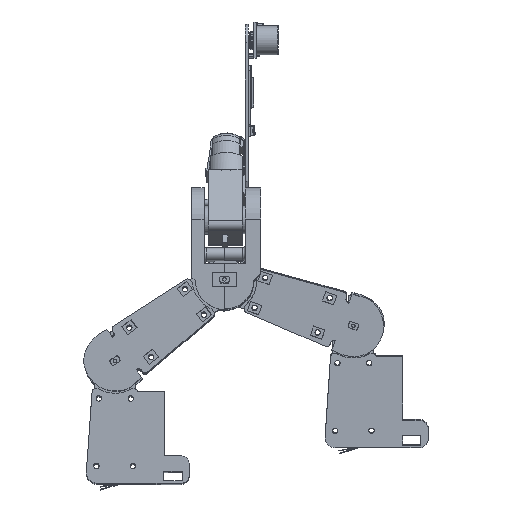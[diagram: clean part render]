
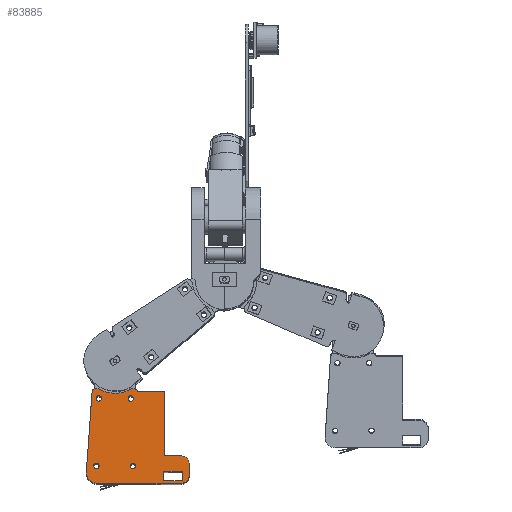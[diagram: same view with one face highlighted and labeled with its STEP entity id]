
A CAD part, front view. The second image highlights one B-rep face of the part: STEP entity #83885.
In plain terms, the highlighted face is planar.
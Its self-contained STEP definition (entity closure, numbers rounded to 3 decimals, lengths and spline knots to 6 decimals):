
#3684=LINE('',#121772,#12980);
#3714=LINE('',#121841,#13010);
#3721=LINE('',#121862,#13017);
#3755=LINE('',#121932,#13051);
#3768=LINE('',#121958,#13064);
#3772=LINE('',#121967,#13068);
#3775=LINE('',#121995,#13071);
#3776=LINE('',#122000,#13072);
#3777=LINE('',#122001,#13073);
#3778=LINE('',#122004,#13074);
#3779=LINE('',#122006,#13075);
#3780=LINE('',#122008,#13076);
#12980=VECTOR('',#99418,1.);
#13010=VECTOR('',#99464,1.);
#13017=VECTOR('',#99481,1.);
#13051=VECTOR('',#99531,1.);
#13064=VECTOR('',#99554,1.);
#13068=VECTOR('',#99560,1.);
#13071=VECTOR('',#99597,1.);
#13072=VECTOR('',#99604,1.);
#13073=VECTOR('',#99605,1.);
#13074=VECTOR('',#99606,1.);
#13075=VECTOR('',#99607,1.);
#13076=VECTOR('',#99608,1.);
#25333=ORIENTED_EDGE('',*,*,#47538,.T.);
#25334=ORIENTED_EDGE('',*,*,#47425,.T.);
#25335=ORIENTED_EDGE('',*,*,#47525,.T.);
#25336=ORIENTED_EDGE('',*,*,#47528,.F.);
#25337=ORIENTED_EDGE('',*,*,#47521,.T.);
#25338=ORIENTED_EDGE('',*,*,#47530,.T.);
#25339=ORIENTED_EDGE('',*,*,#47470,.T.);
#25340=ORIENTED_EDGE('',*,*,#47539,.F.);
#25341=ORIENTED_EDGE('',*,*,#47460,.T.);
#25342=ORIENTED_EDGE('',*,*,#47540,.T.);
#25343=ORIENTED_EDGE('',*,*,#47507,.T.);
#25344=ORIENTED_EDGE('',*,*,#47541,.T.);
#25345=ORIENTED_EDGE('',*,*,#47427,.T.);
#25346=ORIENTED_EDGE('',*,*,#47542,.F.);
#25347=ORIENTED_EDGE('',*,*,#47543,.F.);
#25348=ORIENTED_EDGE('',*,*,#47544,.F.);
#25349=ORIENTED_EDGE('',*,*,#47545,.F.);
#25350=ORIENTED_EDGE('',*,*,#47546,.F.);
#25351=ORIENTED_EDGE('',*,*,#47535,.F.);
#25352=ORIENTED_EDGE('',*,*,#47533,.F.);
#25353=ORIENTED_EDGE('',*,*,#47532,.F.);
#25354=ORIENTED_EDGE('',*,*,#47537,.F.);
#47425=EDGE_CURVE('',#58842,#58844,#66129,.T.);
#47427=EDGE_CURVE('',#58847,#58845,#3684,.T.);
#47460=EDGE_CURVE('',#58878,#58877,#3714,.T.);
#47470=EDGE_CURVE('',#58887,#58885,#3721,.T.);
#47507=EDGE_CURVE('',#58915,#58914,#3755,.T.);
#47521=EDGE_CURVE('',#58923,#58924,#3768,.T.);
#47525=EDGE_CURVE('',#58844,#58927,#3772,.T.);
#47528=EDGE_CURVE('',#58923,#58927,#66140,.T.);
#47530=EDGE_CURVE('',#58924,#58887,#66142,.T.);
#47532=EDGE_CURVE('',#58929,#58929,#66144,.T.);
#47533=EDGE_CURVE('',#58930,#58930,#66145,.T.);
#47535=EDGE_CURVE('',#58932,#58932,#66147,.T.);
#47537=EDGE_CURVE('',#58934,#58934,#66149,.T.);
#47538=EDGE_CURVE('',#58935,#58842,#3775,.T.);
#47539=EDGE_CURVE('',#58878,#58885,#66150,.F.);
#47540=EDGE_CURVE('',#58877,#58915,#66151,.T.);
#47541=EDGE_CURVE('',#58914,#58847,#66152,.T.);
#47542=EDGE_CURVE('',#58935,#58845,#3776,.T.);
#47543=EDGE_CURVE('',#58936,#58937,#3777,.T.);
#47544=EDGE_CURVE('',#58938,#58936,#3778,.T.);
#47545=EDGE_CURVE('',#58939,#58938,#3779,.T.);
#47546=EDGE_CURVE('',#58937,#58939,#3780,.T.);
#58842=VERTEX_POINT('',#121761);
#58844=VERTEX_POINT('',#121766);
#58845=VERTEX_POINT('',#121770);
#58847=VERTEX_POINT('',#121773);
#58877=VERTEX_POINT('',#121840);
#58878=VERTEX_POINT('',#121842);
#58885=VERTEX_POINT('',#121860);
#58887=VERTEX_POINT('',#121863);
#58914=VERTEX_POINT('',#121931);
#58915=VERTEX_POINT('',#121933);
#58923=VERTEX_POINT('',#121959);
#58924=VERTEX_POINT('',#121960);
#58927=VERTEX_POINT('',#121968);
#58929=VERTEX_POINT('',#121980);
#58930=VERTEX_POINT('',#121983);
#58932=VERTEX_POINT('',#121988);
#58934=VERTEX_POINT('',#121993);
#58935=VERTEX_POINT('',#121996);
#58936=VERTEX_POINT('',#122002);
#58937=VERTEX_POINT('',#122003);
#58938=VERTEX_POINT('',#122005);
#58939=VERTEX_POINT('',#122007);
#66129=CIRCLE('',#90897,0.002);
#66140=CIRCLE('',#90927,0.01778);
#66142=CIRCLE('',#90930,0.002);
#66144=CIRCLE('',#90933,0.0015);
#66145=CIRCLE('',#90935,0.0015);
#66147=CIRCLE('',#90938,0.0015);
#66149=CIRCLE('',#90941,0.0015);
#66150=CIRCLE('',#90943,0.005945);
#66151=CIRCLE('',#90944,0.005);
#66152=CIRCLE('',#90945,0.005);
#68495=EDGE_LOOP('',(#25333,#25334,#25335,#25336,#25337,#25338,#25339,#25340,
#25341,#25342,#25343,#25344,#25345,#25346));
#68496=EDGE_LOOP('',(#25347,#25348,#25349,#25350));
#68497=EDGE_LOOP('',(#25351));
#68498=EDGE_LOOP('',(#25352));
#68499=EDGE_LOOP('',(#25353));
#68500=EDGE_LOOP('',(#25354));
#74613=FACE_BOUND('',#68495,.T.);
#74614=FACE_BOUND('',#68496,.T.);
#74615=FACE_BOUND('',#68497,.T.);
#74616=FACE_BOUND('',#68498,.T.);
#74617=FACE_BOUND('',#68499,.T.);
#74618=FACE_BOUND('',#68500,.T.);
#80448=PLANE('',#90942);
#83885=ADVANCED_FACE('',(#74613,#74614,#74615,#74616,#74617,#74618),#80448,
 .T.);
#90897=AXIS2_PLACEMENT_3D('',#121767,#99413,#99414);
#90927=AXIS2_PLACEMENT_3D('',#121973,#99565,#99566);
#90930=AXIS2_PLACEMENT_3D('',#121976,#99571,#99572);
#90933=AXIS2_PLACEMENT_3D('',#121979,#99577,#99578);
#90935=AXIS2_PLACEMENT_3D('',#121982,#99581,#99582);
#90938=AXIS2_PLACEMENT_3D('',#121987,#99587,#99588);
#90941=AXIS2_PLACEMENT_3D('',#121992,#99593,#99594);
#90942=AXIS2_PLACEMENT_3D('',#121994,#99595,#99596);
#90943=AXIS2_PLACEMENT_3D('',#121997,#99598,#99599);
#90944=AXIS2_PLACEMENT_3D('',#121998,#99600,#99601);
#90945=AXIS2_PLACEMENT_3D('',#121999,#99602,#99603);
#99413=DIRECTION('',(0.,0.,1.));
#99414=DIRECTION('',(1.,0.,0.));
#99418=DIRECTION('',(-1.,0.,0.));
#99464=DIRECTION('',(1.,0.,0.));
#99481=DIRECTION('',(-0.067,-0.998,0.));
#99531=DIRECTION('',(0.,1.,0.));
#99554=DIRECTION('',(-1.,0.,0.));
#99560=DIRECTION('',(-1.,0.,0.));
#99565=DIRECTION('',(0.,0.,1.));
#99566=DIRECTION('',(1.,0.,0.));
#99571=DIRECTION('',(0.,0.,1.));
#99572=DIRECTION('',(1.,0.,0.));
#99577=DIRECTION('',(0.,0.,1.));
#99578=DIRECTION('',(1.,0.,0.));
#99581=DIRECTION('',(0.,0.,1.));
#99582=DIRECTION('',(1.,0.,0.));
#99587=DIRECTION('',(0.,0.,1.));
#99588=DIRECTION('',(1.,0.,0.));
#99593=DIRECTION('',(0.,0.,1.));
#99594=DIRECTION('',(1.,0.,0.));
#99595=DIRECTION('',(0.,0.,1.));
#99596=DIRECTION('',(1.,0.,0.));
#99597=DIRECTION('',(-1.,0.,0.));
#99598=DIRECTION('',(0.,0.,1.));
#99599=DIRECTION('',(1.,0.,0.));
#99600=DIRECTION('',(0.,0.,1.));
#99601=DIRECTION('',(1.,0.,0.));
#99602=DIRECTION('',(0.,0.,1.));
#99603=DIRECTION('',(1.,0.,0.));
#99604=DIRECTION('',(0.,-1.,0.));
#99605=DIRECTION('',(0.,-1.,0.));
#99606=DIRECTION('',(-1.,0.,0.));
#99607=DIRECTION('',(0.,1.,0.));
#99608=DIRECTION('',(1.,0.,0.));
#121761=CARTESIAN_POINT('',(0.012522,-0.016939,0.1025));
#121766=CARTESIAN_POINT('',(0.010548,-0.015258,0.1025));
#121767=CARTESIAN_POINT('',(0.010548,-0.017258,0.1025));
#121770=CARTESIAN_POINT('',(0.027142,-0.051939,0.1025));
#121772=CARTESIAN_POINT('',(0.025505,-0.051939,0.1025));
#121773=CARTESIAN_POINT('',(0.036117,-0.051939,0.1025));
#121840=CARTESIAN_POINT('',(0.036117,-0.067172,0.1025));
#121841=CARTESIAN_POINT('',(0.,-0.067172,0.1025));
#121842=CARTESIAN_POINT('',(-0.009984,-0.067172,0.1025));
#121860=CARTESIAN_POINT('',(-0.015543,-0.061588,0.1025));
#121862=CARTESIAN_POINT('',(-0.01413,-0.040648,0.1025));
#121863=CARTESIAN_POINT('',(-0.012543,-0.017123,0.1025));
#121931=CARTESIAN_POINT('',(0.041117,-0.056939,0.1025));
#121932=CARTESIAN_POINT('',(0.041117,-0.060672,0.1025));
#121933=CARTESIAN_POINT('',(0.041117,-0.062172,0.1025));
#121958=CARTESIAN_POINT('',(-0.009833,-0.015258,0.1025));
#121959=CARTESIAN_POINT('',(-0.009118,-0.015258,0.1025));
#121960=CARTESIAN_POINT('',(-0.010548,-0.015258,0.1025));
#121967=CARTESIAN_POINT('',(0.009833,-0.015258,0.1025));
#121968=CARTESIAN_POINT('',(0.009118,-0.015258,0.1025));
#121973=CARTESIAN_POINT('',(0.,0.000006,0.1025));
#121976=CARTESIAN_POINT('',(-0.010548,-0.017258,0.1025));
#121979=CARTESIAN_POINT('',(-0.01,-0.057737,0.1025));
#121980=CARTESIAN_POINT('',(-0.0085,-0.057737,0.1025));
#121982=CARTESIAN_POINT('',(0.00875,-0.0206,0.1025));
#121983=CARTESIAN_POINT('',(0.01025,-0.0206,0.1025));
#121987=CARTESIAN_POINT('',(-0.00875,-0.0206,0.1025));
#121988=CARTESIAN_POINT('',(-0.00725,-0.0206,0.1025));
#121992=CARTESIAN_POINT('',(0.01,-0.057737,0.1025));
#121993=CARTESIAN_POINT('',(0.0115,-0.057737,0.1025));
#121994=CARTESIAN_POINT('',(-0.002609,-0.055912,0.1025));
#121995=CARTESIAN_POINT('',(0.025505,-0.016939,0.1025));
#121996=CARTESIAN_POINT('',(0.027142,-0.016939,0.1025));
#121997=CARTESIAN_POINT('',(-0.009608,-0.061239,0.1025));
#121998=CARTESIAN_POINT('',(0.036117,-0.062172,0.1025));
#121999=CARTESIAN_POINT('',(0.036117,-0.056939,0.1025));
#122000=CARTESIAN_POINT('',(0.027142,-0.016939,0.1025));
#122001=CARTESIAN_POINT('',(0.027117,-0.063104,0.1025));
#122002=CARTESIAN_POINT('',(0.027117,-0.060604,0.1025));
#122003=CARTESIAN_POINT('',(0.027117,-0.065604,0.1025));
#122004=CARTESIAN_POINT('',(0.032117,-0.060604,0.1025));
#122005=CARTESIAN_POINT('',(0.037117,-0.060604,0.1025));
#122006=CARTESIAN_POINT('',(0.037117,-0.063104,0.1025));
#122007=CARTESIAN_POINT('',(0.037117,-0.065604,0.1025));
#122008=CARTESIAN_POINT('',(0.032117,-0.065604,0.1025));
